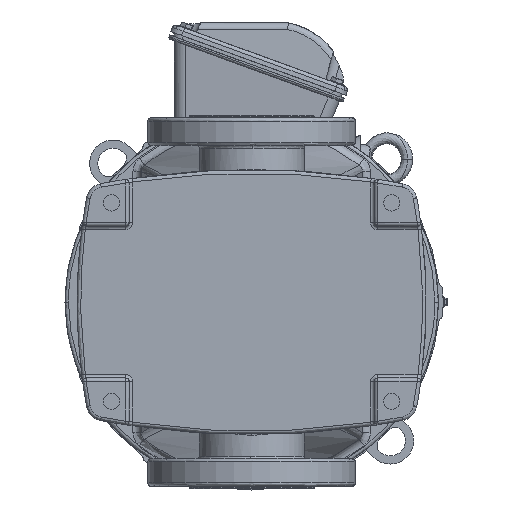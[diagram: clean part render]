
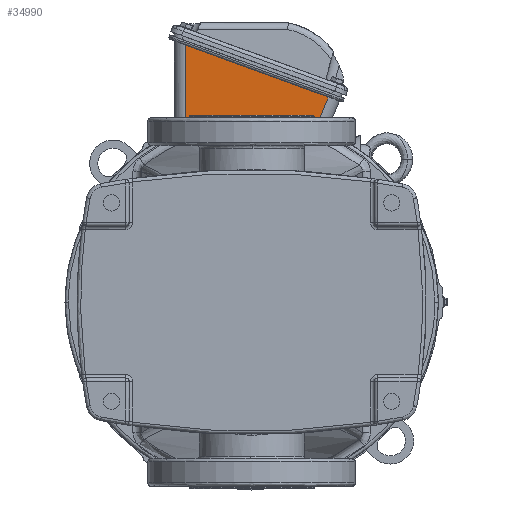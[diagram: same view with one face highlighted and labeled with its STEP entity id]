
A CAD part, front view. The second image highlights one B-rep face of the part: STEP entity #34990.
In plain terms, the highlighted face is planar.
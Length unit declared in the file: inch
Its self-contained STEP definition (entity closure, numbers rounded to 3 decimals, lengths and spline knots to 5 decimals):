
#12885 = VECTOR ( 'NONE', #97118, 39.37008 ) ;
#18101 = CARTESIAN_POINT ( 'NONE',  ( -0.68118, -2.6151, 9.06481 ) ) ;
#18963 = VERTEX_POINT ( 'NONE', #56856 ) ;
#28075 = DIRECTION ( 'NONE',  ( 0.999, -0.012, -0.033 ) ) ;
#28858 = ORIENTED_EDGE ( 'NONE', *, *, #69029, .F. ) ;
#34990 = ADVANCED_FACE ( 'NONE', ( #170865 ), #79143, .T. ) ;
#40764 = VECTOR ( 'NONE', #57810, 39.37008 ) ;
#43096 = VECTOR ( 'NONE', #65015, 39.37008 ) ;
#56856 = CARTESIAN_POINT ( 'NONE',  ( -0.69407, 2.19904, 6.91979 ) ) ;
#57810 = DIRECTION ( 'NONE',  ( 0.035, 0.374, 0.927 ) ) ;
#65015 = DIRECTION ( 'NONE',  ( -0.033, 0., -0.999 ) ) ;
#65330 = VECTOR ( 'NONE', #189061, 39.37008 ) ;
#69029 = EDGE_CURVE ( 'NONE', #102613, #18963, #125512, .T. ) ;
#73519 = EDGE_CURVE ( 'NONE', #102613, #130117, #144215, .T. ) ;
#76626 = AXIS2_PLACEMENT_3D ( 'NONE', #122966, #28075, #201111 ) ;
#78937 = CARTESIAN_POINT ( 'NONE',  ( -0.69407, -2.6151, 8.672 ) ) ;
#79143 = PLANE ( 'NONE',  #76626 ) ;
#92141 = CARTESIAN_POINT ( 'NONE',  ( -0.69267, 2.21405, 6.95695 ) ) ;
#94020 = LINE ( 'NONE', #175282, #12885 ) ;
#97118 = DIRECTION ( 'NONE',  ( 0.012, 1., 0. ) ) ;
#97753 = ORIENTED_EDGE ( 'NONE', *, *, #73519, .T. ) ;
#102613 = VERTEX_POINT ( 'NONE', #78937 ) ;
#103565 = EDGE_LOOP ( 'NONE', ( #97753, #176842, #128319, #28858 ) ) ;
#122966 = CARTESIAN_POINT ( 'NONE',  ( -0.68582, -3.0041, 9.06496 ) ) ;
#124517 = EDGE_CURVE ( 'NONE', #137979, #18963, #137019, .T. ) ;
#125512 = LINE ( 'NONE', #173409, #65330 ) ;
#128319 = ORIENTED_EDGE ( 'NONE', *, *, #124517, .T. ) ;
#130117 = VERTEX_POINT ( 'NONE', #183065 ) ;
#137019 = LINE ( 'NONE', #92141, #40764 ) ;
#137979 = VERTEX_POINT ( 'NONE', #155440 ) ;
#144215 = LINE ( 'NONE', #18101, #43096 ) ;
#155440 = CARTESIAN_POINT ( 'NONE',  ( -0.72294, 1.88913, 6.15273 ) ) ;
#170865 = FACE_OUTER_BOUND ( 'NONE', #103565, .T. ) ;
#173409 = CARTESIAN_POINT ( 'NONE',  ( -0.69407, -3.0849, 8.84299 ) ) ;
#175157 = EDGE_CURVE ( 'NONE', #130117, #137979, #94020, .T. ) ;
#175282 = CARTESIAN_POINT ( 'NONE',  ( -0.78137, -3.00296, 6.15273 ) ) ;
#176842 = ORIENTED_EDGE ( 'NONE', *, *, #175157, .T. ) ;
#183065 = CARTESIAN_POINT ( 'NONE',  ( -0.77674, -2.6151, 6.15273 ) ) ;
#189061 = DIRECTION ( 'NONE',  ( 0., 0.94, -0.342 ) ) ;
#201111 = DIRECTION ( 'NONE',  ( 0., -0.94, 0.342 ) ) ;
